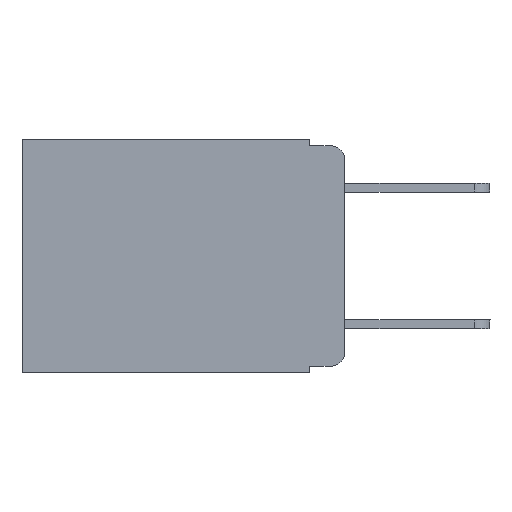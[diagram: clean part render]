
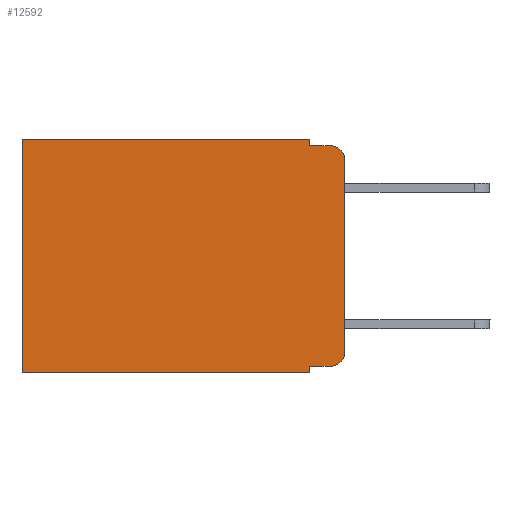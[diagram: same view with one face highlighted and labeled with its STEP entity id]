
A CAD part, left-side view. The second image highlights one B-rep face of the part: STEP entity #12592.
In plain terms, the highlighted planar face has unit normal (-1, 0, 0).
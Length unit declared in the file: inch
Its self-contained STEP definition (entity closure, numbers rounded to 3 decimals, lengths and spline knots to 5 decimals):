
#10 = CARTESIAN_POINT ( 'NONE',  ( 0.298, 0., -0.313 ) ) ;
#98 = CARTESIAN_POINT ( 'NONE',  ( 0.298, 0., 0. ) ) ;
#378 = LINE ( 'NONE', #16418, #1330 ) ;
#657 = CARTESIAN_POINT ( 'NONE',  ( 0.298, 0.473, -0.343 ) ) ;
#666 = CARTESIAN_POINT ( 'NONE',  ( 0.298, 0.051, 0. ) ) ;
#691 = DIRECTION ( 'NONE',  ( 0., 1., 0. ) ) ;
#839 = EDGE_CURVE ( 'NONE', #6988, #7793, #11985, .T. ) ;
#1054 = LINE ( 'NONE', #17926, #19825 ) ;
#1174 = EDGE_CURVE ( 'NONE', #3852, #18601, #10983, .T. ) ;
#1330 = VECTOR ( 'NONE', #691, 39.37008 ) ;
#1363 = CARTESIAN_POINT ( 'NONE',  ( 0.298, 0.051, 0. ) ) ;
#2236 = EDGE_CURVE ( 'NONE', #18165, #4397, #18567, .T. ) ;
#2363 = EDGE_LOOP ( 'NONE', ( #12715, #19029, #2557, #7597, #18767, #8892, #10240, #10082, #11357, #3281 ) ) ;
#2398 = LINE ( 'NONE', #7927, #8463 ) ;
#2557 = ORIENTED_EDGE ( 'NONE', *, *, #8716, .F. ) ;
#2652 = EDGE_CURVE ( 'NONE', #7793, #15197, #19990, .T. ) ;
#3281 = ORIENTED_EDGE ( 'NONE', *, *, #13929, .T. ) ;
#3852 = VERTEX_POINT ( 'NONE', #7986 ) ;
#4397 = VERTEX_POINT ( 'NONE', #18598 ) ;
#4729 = CARTESIAN_POINT ( 'NONE',  ( 0.298, 0.051, -0.333 ) ) ;
#4800 = VECTOR ( 'NONE', #12227, 39.37008 ) ;
#5227 = AXIS2_PLACEMENT_3D ( 'NONE', #8529, #19606, #5550 ) ;
#5550 = DIRECTION ( 'NONE',  ( 0., 0., -1. ) ) ;
#5709 = CARTESIAN_POINT ( 'NONE',  ( 0.298, 0.02, -0.01 ) ) ;
#5951 = CARTESIAN_POINT ( 'NONE',  ( 0.298, 0., 0. ) ) ;
#5977 = CARTESIAN_POINT ( 'NONE',  ( 0.298, 0.051, 0. ) ) ;
#6097 = PLANE ( 'NONE',  #11508 ) ;
#6569 = DIRECTION ( 'NONE',  ( 0., 0., -1. ) ) ;
#6988 = VERTEX_POINT ( 'NONE', #1363 ) ;
#7597 = ORIENTED_EDGE ( 'NONE', *, *, #10163, .F. ) ;
#7600 = VERTEX_POINT ( 'NONE', #18397 ) ;
#7793 = VERTEX_POINT ( 'NONE', #12728 ) ;
#7927 = CARTESIAN_POINT ( 'NONE',  ( 0.298, 0.051, -0.01 ) ) ;
#7986 = CARTESIAN_POINT ( 'NONE',  ( 0.298, 0., -0.03 ) ) ;
#8463 = VECTOR ( 'NONE', #9469, 39.37008 ) ;
#8474 = EDGE_CURVE ( 'NONE', #3852, #11266, #8720, .T. ) ;
#8496 = CARTESIAN_POINT ( 'NONE',  ( 0.298, 0.02, -0.313 ) ) ;
#8529 = CARTESIAN_POINT ( 'NONE',  ( 0.298, 0.02, -0.03 ) ) ;
#8716 = EDGE_CURVE ( 'NONE', #14837, #18601, #2398, .T. ) ;
#8720 = LINE ( 'NONE', #18422, #4800 ) ;
#8892 = ORIENTED_EDGE ( 'NONE', *, *, #2652, .T. ) ;
#9289 = FACE_OUTER_BOUND ( 'NONE', #2363, .T. ) ;
#9442 = DIRECTION ( 'NONE',  ( 1., 0., 0. ) ) ;
#9469 = DIRECTION ( 'NONE',  ( 0., -1., 0. ) ) ;
#9836 = DIRECTION ( 'NONE',  ( -1., 0., 0. ) ) ;
#10082 = ORIENTED_EDGE ( 'NONE', *, *, #2236, .F. ) ;
#10163 = EDGE_CURVE ( 'NONE', #6988, #14837, #11067, .T. ) ;
#10240 = ORIENTED_EDGE ( 'NONE', *, *, #10962, .F. ) ;
#10424 = VECTOR ( 'NONE', #6569, 39.37008 ) ;
#10962 = EDGE_CURVE ( 'NONE', #4397, #15197, #378, .T. ) ;
#10983 = CIRCLE ( 'NONE', #5227, 0.02 ) ;
#10994 = CARTESIAN_POINT ( 'NONE',  ( 0.298, 0.051, -0.01 ) ) ;
#11067 = LINE ( 'NONE', #666, #16712 ) ;
#11266 = VERTEX_POINT ( 'NONE', #10 ) ;
#11357 = ORIENTED_EDGE ( 'NONE', *, *, #18429, .T. ) ;
#11508 = AXIS2_PLACEMENT_3D ( 'NONE', #98, #9442, #14092 ) ;
#11978 = DIRECTION ( 'NONE',  ( 0., 1., 0. ) ) ;
#11985 = LINE ( 'NONE', #5951, #15882 ) ;
#12227 = DIRECTION ( 'NONE',  ( 0., 0., -1. ) ) ;
#12592 = ADVANCED_FACE ( 'NONE', ( #9289 ), #6097, .F. ) ;
#12715 = ORIENTED_EDGE ( 'NONE', *, *, #8474, .F. ) ;
#12728 = CARTESIAN_POINT ( 'NONE',  ( 0.298, 0.473, 0. ) ) ;
#12921 = DIRECTION ( 'NONE',  ( 0., 0., -1. ) ) ;
#13303 = DIRECTION ( 'NONE',  ( 0., -1., 0. ) ) ;
#13929 = EDGE_CURVE ( 'NONE', #7600, #11266, #18073, .T. ) ;
#14092 = DIRECTION ( 'NONE',  ( 0., 0., -1. ) ) ;
#14351 = VECTOR ( 'NONE', #17162, 39.37008 ) ;
#14837 = VERTEX_POINT ( 'NONE', #10994 ) ;
#14948 = DIRECTION ( 'NONE',  ( 0., 0., -1. ) ) ;
#15197 = VERTEX_POINT ( 'NONE', #657 ) ;
#15882 = VECTOR ( 'NONE', #11978, 39.37008 ) ;
#15942 = CARTESIAN_POINT ( 'NONE',  ( 0.298, 0.473, 0. ) ) ;
#16418 = CARTESIAN_POINT ( 'NONE',  ( 0.298, 0., -0.343 ) ) ;
#16712 = VECTOR ( 'NONE', #14948, 39.37008 ) ;
#17162 = DIRECTION ( 'NONE',  ( 0., 0., -1. ) ) ;
#17926 = CARTESIAN_POINT ( 'NONE',  ( 0.298, 0.051, -0.333 ) ) ;
#18073 = CIRCLE ( 'NONE', #19149, 0.02 ) ;
#18165 = VERTEX_POINT ( 'NONE', #4729 ) ;
#18397 = CARTESIAN_POINT ( 'NONE',  ( 0.298, 0.02, -0.333 ) ) ;
#18422 = CARTESIAN_POINT ( 'NONE',  ( 0.298, 0., 0. ) ) ;
#18429 = EDGE_CURVE ( 'NONE', #18165, #7600, #1054, .T. ) ;
#18567 = LINE ( 'NONE', #5977, #14351 ) ;
#18598 = CARTESIAN_POINT ( 'NONE',  ( 0.298, 0.051, -0.343 ) ) ;
#18601 = VERTEX_POINT ( 'NONE', #5709 ) ;
#18767 = ORIENTED_EDGE ( 'NONE', *, *, #839, .T. ) ;
#19029 = ORIENTED_EDGE ( 'NONE', *, *, #1174, .T. ) ;
#19149 = AXIS2_PLACEMENT_3D ( 'NONE', #8496, #9836, #12921 ) ;
#19606 = DIRECTION ( 'NONE',  ( -1., 0., 0. ) ) ;
#19825 = VECTOR ( 'NONE', #13303, 39.37008 ) ;
#19990 = LINE ( 'NONE', #15942, #10424 ) ;
